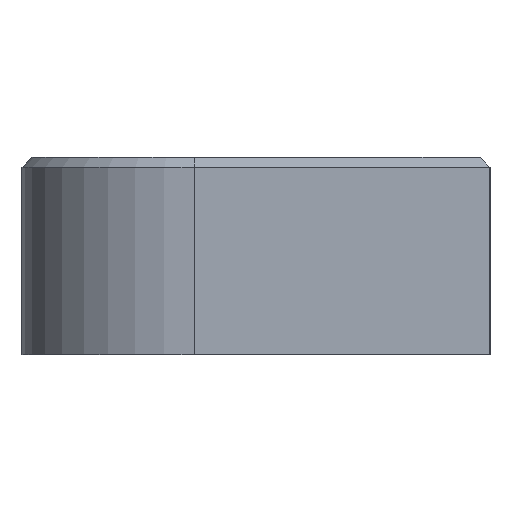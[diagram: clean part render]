
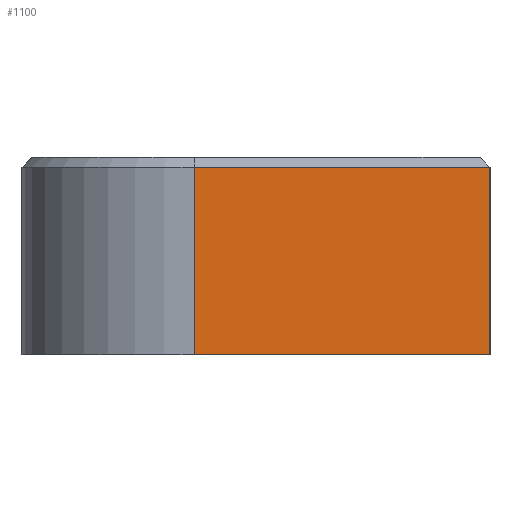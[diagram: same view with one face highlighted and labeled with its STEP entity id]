
A CAD part, left-side view. The second image highlights one B-rep face of the part: STEP entity #1100.
In plain terms, the highlighted planar face has unit normal (-1, 0, 0).
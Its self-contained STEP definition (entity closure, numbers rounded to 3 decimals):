
#875=CARTESIAN_POINT('',(167.,68.,4.));
#876=VERTEX_POINT('',#875);
#883=CARTESIAN_POINT('',(167.,80.,4.));
#884=VERTEX_POINT('',#883);
#885=CARTESIAN_POINT('',(167.,68.,4.));
#886=DIRECTION('',(-0.,1.,0.));
#887=VECTOR('',#886,12.);
#888=LINE('',#885,#887);
#889=EDGE_CURVE('',#876,#884,#888,.T.);
#1053=CARTESIAN_POINT('',(167.,68.,11.6));
#1054=VERTEX_POINT('',#1053);
#1061=CARTESIAN_POINT('',(167.,68.,4.));
#1062=DIRECTION('',(0.,0.,1.));
#1063=VECTOR('',#1062,7.6);
#1064=LINE('',#1061,#1063);
#1065=EDGE_CURVE('',#876,#1054,#1064,.T.);
#1077=CARTESIAN_POINT('',(167.,83.,4.));
#1078=DIRECTION('',(1.,0.,-0.));
#1079=DIRECTION('',(0.,0.,1.));
#1080=AXIS2_PLACEMENT_3D('',#1077,#1078,#1079);
#1081=PLANE('',#1080);
#1082=ORIENTED_EDGE('',*,*,#1065,.T.);
#1083=CARTESIAN_POINT('',(167.,80.,11.6));
#1084=VERTEX_POINT('',#1083);
#1085=CARTESIAN_POINT('',(167.,68.,11.6));
#1086=DIRECTION('',(-0.,1.,0.));
#1087=VECTOR('',#1086,12.);
#1088=LINE('',#1085,#1087);
#1089=EDGE_CURVE('',#1054,#1084,#1088,.T.);
#1090=ORIENTED_EDGE('',*,*,#1089,.T.);
#1091=CARTESIAN_POINT('',(167.,80.,11.6));
#1092=DIRECTION('',(-0.,-0.,-1.));
#1093=VECTOR('',#1092,7.6);
#1094=LINE('',#1091,#1093);
#1095=EDGE_CURVE('',#1084,#884,#1094,.T.);
#1096=ORIENTED_EDGE('',*,*,#1095,.T.);
#1097=ORIENTED_EDGE('',*,*,#889,.F.);
#1098=EDGE_LOOP('',(#1082,#1090,#1096,#1097));
#1099=FACE_BOUND('',#1098,.T.);
#1100=ADVANCED_FACE('',(#1099),#1081,.F.);
